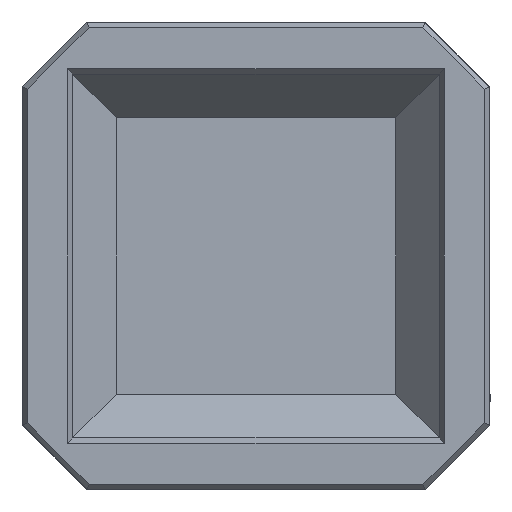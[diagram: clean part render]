
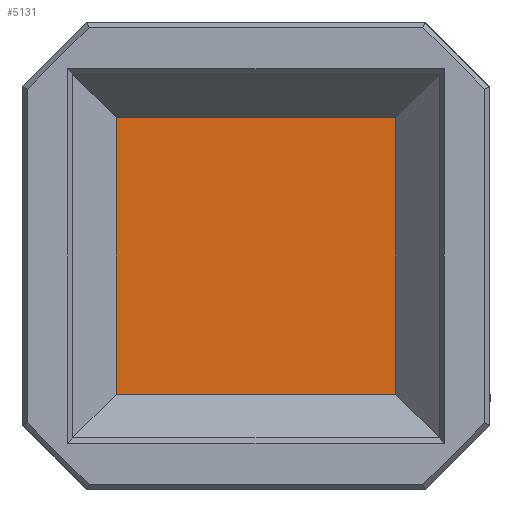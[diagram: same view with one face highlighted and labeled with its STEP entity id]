
A CAD part, front view. The second image highlights one B-rep face of the part: STEP entity #5131.
In plain terms, the highlighted planar face has unit normal (0, -1, 0).
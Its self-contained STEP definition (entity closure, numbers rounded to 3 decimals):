
#12 = CARTESIAN_POINT ( 'NONE',  ( 0., 7., 5.322 ) ) ;
#431 = ORIENTED_EDGE ( 'NONE', *, *, #2459, .T. ) ;
#856 = VERTEX_POINT ( 'NONE', #5858 ) ;
#899 = VERTEX_POINT ( 'NONE', #2096 ) ;
#926 = ORIENTED_EDGE ( 'NONE', *, *, #3259, .T. ) ;
#1730 = DIRECTION ( 'NONE',  ( 0., 0., -1. ) ) ;
#1874 = DIRECTION ( 'NONE',  ( -1., 0., 0. ) ) ;
#2096 = CARTESIAN_POINT ( 'NONE',  ( 5.372, 7., 5.322 ) ) ;
#2325 = VERTEX_POINT ( 'NONE', #5209 ) ;
#2459 = EDGE_CURVE ( 'NONE', #899, #7232, #6176, .T. ) ;
#2788 = CARTESIAN_POINT ( 'NONE',  ( 5.372, 7., 0. ) ) ;
#3259 = EDGE_CURVE ( 'NONE', #856, #899, #8187, .T. ) ;
#3391 = VECTOR ( 'NONE', #6441, 1000. ) ;
#4064 = CARTESIAN_POINT ( 'NONE',  ( -5.372, 7., 5.322 ) ) ;
#4316 = LINE ( 'NONE', #9835, #11346 ) ;
#4604 = CARTESIAN_POINT ( 'NONE',  ( 0., 7., 0. ) ) ;
#5131 = ADVANCED_FACE ( 'NONE', ( #6470 ), #8992, .T. ) ;
#5209 = CARTESIAN_POINT ( 'NONE',  ( -5.372, 7., -5.322 ) ) ;
#5858 = CARTESIAN_POINT ( 'NONE',  ( 5.372, 7., -5.322 ) ) ;
#5998 = VECTOR ( 'NONE', #11058, 1000. ) ;
#6176 = LINE ( 'NONE', #12, #10855 ) ;
#6441 = DIRECTION ( 'NONE',  ( 0., 0., 1. ) ) ;
#6470 = FACE_OUTER_BOUND ( 'NONE', #10821, .T. ) ;
#6674 = ORIENTED_EDGE ( 'NONE', *, *, #11233, .T. ) ;
#6952 = DIRECTION ( 'NONE',  ( 1., 0., 0. ) ) ;
#7232 = VERTEX_POINT ( 'NONE', #4064 ) ;
#7577 = LINE ( 'NONE', #8300, #5998 ) ;
#8187 = LINE ( 'NONE', #2788, #3391 ) ;
#8276 = DIRECTION ( 'NONE',  ( 0., -1., 0. ) ) ;
#8300 = CARTESIAN_POINT ( 'NONE',  ( -5.372, 7., 0. ) ) ;
#8434 = EDGE_CURVE ( 'NONE', #7232, #2325, #7577, .T. ) ;
#8510 = ORIENTED_EDGE ( 'NONE', *, *, #8434, .T. ) ;
#8992 = PLANE ( 'NONE',  #9960 ) ;
#9835 = CARTESIAN_POINT ( 'NONE',  ( 0., 7., -5.322 ) ) ;
#9960 = AXIS2_PLACEMENT_3D ( 'NONE', #4604, #8276, #1730 ) ;
#10821 = EDGE_LOOP ( 'NONE', ( #8510, #6674, #926, #431 ) ) ;
#10855 = VECTOR ( 'NONE', #1874, 1000. ) ;
#11058 = DIRECTION ( 'NONE',  ( 0., 0., -1. ) ) ;
#11233 = EDGE_CURVE ( 'NONE', #2325, #856, #4316, .T. ) ;
#11346 = VECTOR ( 'NONE', #6952, 1000. ) ;
